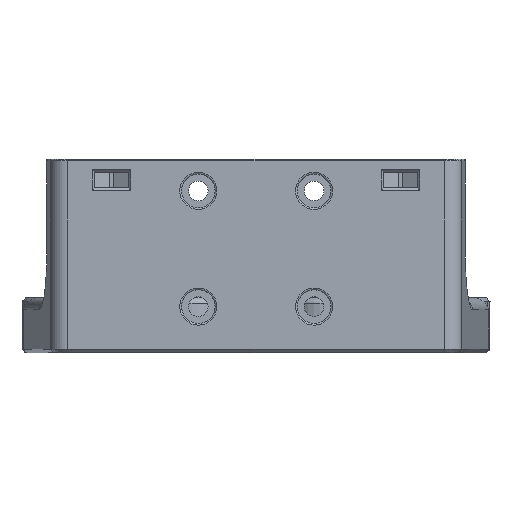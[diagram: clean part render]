
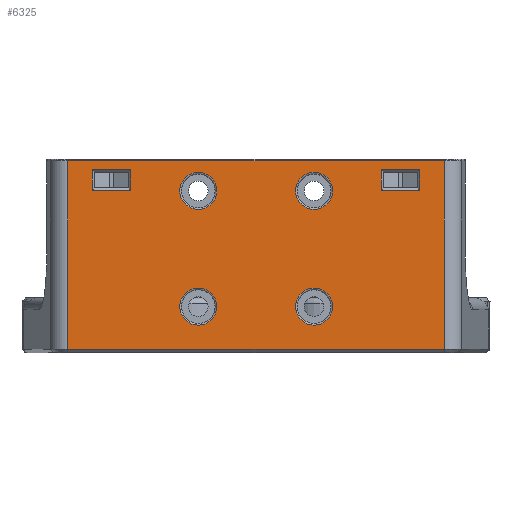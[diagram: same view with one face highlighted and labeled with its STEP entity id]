
A CAD part, front view. The second image highlights one B-rep face of the part: STEP entity #6325.
In plain terms, the highlighted planar face has unit normal (0, -1, 0).
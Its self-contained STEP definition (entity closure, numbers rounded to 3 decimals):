
#162=FACE_BOUND('',#930,.T.);
#163=FACE_BOUND('',#931,.T.);
#164=FACE_BOUND('',#932,.T.);
#165=FACE_BOUND('',#933,.T.);
#166=FACE_BOUND('',#934,.T.);
#167=FACE_BOUND('',#935,.T.);
#286=PLANE('',#6704);
#541=FACE_OUTER_BOUND('',#929,.T.);
#929=EDGE_LOOP('',(#5260,#5261,#5262,#5263));
#930=EDGE_LOOP('',(#5264,#5265,#5266,#5267));
#931=EDGE_LOOP('',(#5268));
#932=EDGE_LOOP('',(#5269));
#933=EDGE_LOOP('',(#5270));
#934=EDGE_LOOP('',(#5271));
#935=EDGE_LOOP('',(#5272,#5273,#5274,#5275));
#1141=CIRCLE('',#6705,3.2);
#1142=CIRCLE('',#6706,3.2);
#1143=CIRCLE('',#6707,3.2);
#1144=CIRCLE('',#6708,3.2);
#1934=LINE('',#13022,#2418);
#1937=LINE('',#13028,#2421);
#1940=LINE('',#13032,#2424);
#1941=LINE('',#13034,#2425);
#1942=LINE('',#13038,#2426);
#1943=LINE('',#13040,#2427);
#1944=LINE('',#13042,#2428);
#1945=LINE('',#13043,#2429);
#1946=LINE('',#13046,#2430);
#1947=LINE('',#13048,#2431);
#1948=LINE('',#13050,#2432);
#1949=LINE('',#13051,#2433);
#2418=VECTOR('',#7759,10.);
#2421=VECTOR('',#7764,10.);
#2424=VECTOR('',#7769,10.);
#2425=VECTOR('',#7772,10.);
#2426=VECTOR('',#7775,10.);
#2427=VECTOR('',#7776,10.);
#2428=VECTOR('',#7777,10.);
#2429=VECTOR('',#7778,10.);
#2430=VECTOR('',#7779,10.);
#2431=VECTOR('',#7780,10.);
#2432=VECTOR('',#7781,10.);
#2433=VECTOR('',#7782,10.);
#3010=VERTEX_POINT('',#13020);
#3011=VERTEX_POINT('',#13021);
#3012=VERTEX_POINT('',#13026);
#3013=VERTEX_POINT('',#13027);
#3014=VERTEX_POINT('',#13036);
#3015=VERTEX_POINT('',#13037);
#3016=VERTEX_POINT('',#13039);
#3017=VERTEX_POINT('',#13041);
#3018=VERTEX_POINT('',#13044);
#3019=VERTEX_POINT('',#13045);
#3020=VERTEX_POINT('',#13047);
#3021=VERTEX_POINT('',#13049);
#3022=VERTEX_POINT('',#13052);
#3023=VERTEX_POINT('',#13054);
#3024=VERTEX_POINT('',#13056);
#3025=VERTEX_POINT('',#13058);
#3825=EDGE_CURVE('',#3010,#3011,#1934,.T.);
#3828=EDGE_CURVE('',#3012,#3013,#1937,.T.);
#3831=EDGE_CURVE('',#3013,#3010,#1940,.T.);
#3832=EDGE_CURVE('',#3011,#3012,#1941,.T.);
#3833=EDGE_CURVE('',#3014,#3015,#1942,.T.);
#3834=EDGE_CURVE('',#3016,#3014,#1943,.T.);
#3835=EDGE_CURVE('',#3017,#3016,#1944,.T.);
#3836=EDGE_CURVE('',#3015,#3017,#1945,.T.);
#3837=EDGE_CURVE('',#3018,#3019,#1946,.T.);
#3838=EDGE_CURVE('',#3020,#3018,#1947,.T.);
#3839=EDGE_CURVE('',#3021,#3020,#1948,.T.);
#3840=EDGE_CURVE('',#3019,#3021,#1949,.T.);
#3841=EDGE_CURVE('',#3022,#3022,#1141,.T.);
#3842=EDGE_CURVE('',#3023,#3023,#1142,.T.);
#3843=EDGE_CURVE('',#3024,#3024,#1143,.T.);
#3844=EDGE_CURVE('',#3025,#3025,#1144,.T.);
#5260=ORIENTED_EDGE('',*,*,#3833,.F.);
#5261=ORIENTED_EDGE('',*,*,#3834,.F.);
#5262=ORIENTED_EDGE('',*,*,#3835,.F.);
#5263=ORIENTED_EDGE('',*,*,#3836,.F.);
#5264=ORIENTED_EDGE('',*,*,#3837,.F.);
#5265=ORIENTED_EDGE('',*,*,#3838,.F.);
#5266=ORIENTED_EDGE('',*,*,#3839,.F.);
#5267=ORIENTED_EDGE('',*,*,#3840,.F.);
#5268=ORIENTED_EDGE('',*,*,#3841,.F.);
#5269=ORIENTED_EDGE('',*,*,#3842,.F.);
#5270=ORIENTED_EDGE('',*,*,#3843,.F.);
#5271=ORIENTED_EDGE('',*,*,#3844,.F.);
#5272=ORIENTED_EDGE('',*,*,#3828,.F.);
#5273=ORIENTED_EDGE('',*,*,#3832,.F.);
#5274=ORIENTED_EDGE('',*,*,#3825,.F.);
#5275=ORIENTED_EDGE('',*,*,#3831,.F.);
#6325=ADVANCED_FACE('',(#541,#162,#163,#164,#165,#166,#167),#286,.T.);
#6704=AXIS2_PLACEMENT_3D('',#13035,#7773,#7774);
#6705=AXIS2_PLACEMENT_3D('',#13053,#7783,#7784);
#6706=AXIS2_PLACEMENT_3D('',#13055,#7785,#7786);
#6707=AXIS2_PLACEMENT_3D('',#13057,#7787,#7788);
#6708=AXIS2_PLACEMENT_3D('',#13059,#7789,#7790);
#7759=DIRECTION('',(0.,0.,-1.));
#7764=DIRECTION('',(0.,0.,1.));
#7769=DIRECTION('',(-1.,0.,0.));
#7772=DIRECTION('',(1.,0.,0.));
#7773=DIRECTION('center_axis',(0.,-1.,0.));
#7774=DIRECTION('ref_axis',(1.,0.,0.));
#7775=DIRECTION('',(-1.,0.,0.));
#7776=DIRECTION('',(0.,0.,-1.));
#7777=DIRECTION('',(1.,0.,0.));
#7778=DIRECTION('',(0.,0.,1.));
#7779=DIRECTION('',(-1.,0.,0.));
#7780=DIRECTION('',(0.,0.,1.));
#7781=DIRECTION('',(1.,0.,0.));
#7782=DIRECTION('',(0.,0.,-1.));
#7783=DIRECTION('center_axis',(0.,-1.,0.));
#7784=DIRECTION('ref_axis',(1.,0.,0.));
#7785=DIRECTION('center_axis',(0.,-1.,0.));
#7786=DIRECTION('ref_axis',(1.,0.,0.));
#7787=DIRECTION('center_axis',(0.,-1.,0.));
#7788=DIRECTION('ref_axis',(1.,0.,0.));
#7789=DIRECTION('center_axis',(0.,-1.,0.));
#7790=DIRECTION('ref_axis',(1.,0.,0.));
#13020=CARTESIAN_POINT('',(-28.325,-65.2,31.636));
#13021=CARTESIAN_POINT('',(-28.325,-65.2,28.086));
#13022=CARTESIAN_POINT('',(-28.325,-65.2,14.236));
#13026=CARTESIAN_POINT('',(-21.675,-65.2,28.086));
#13027=CARTESIAN_POINT('',(-21.675,-65.2,31.636));
#13028=CARTESIAN_POINT('',(-21.675,-65.2,15.611));
#13032=CARTESIAN_POINT('',(-34.063,-65.2,31.636));
#13034=CARTESIAN_POINT('',(-31.138,-65.2,28.086));
#13035=CARTESIAN_POINT('Origin',(-40.2,-65.2,-0.014));
#13036=CARTESIAN_POINT('',(32.547,-65.2,0.586));
#13037=CARTESIAN_POINT('',(-32.547,-65.2,0.586));
#13038=CARTESIAN_POINT('',(-20.1,-65.2,0.586));
#13039=CARTESIAN_POINT('',(32.547,-65.2,33.186));
#13040=CARTESIAN_POINT('',(32.547,-65.2,4.736));
#13041=CARTESIAN_POINT('',(-32.547,-65.2,33.186));
#13042=CARTESIAN_POINT('',(-20.1,-65.2,33.186));
#13043=CARTESIAN_POINT('',(-32.547,-65.2,4.736));
#13044=CARTESIAN_POINT('',(28.325,-65.2,31.636));
#13045=CARTESIAN_POINT('',(21.675,-65.2,31.636));
#13046=CARTESIAN_POINT('',(-9.063,-65.2,31.636));
#13047=CARTESIAN_POINT('',(28.325,-65.2,28.086));
#13048=CARTESIAN_POINT('',(28.325,-65.2,15.611));
#13049=CARTESIAN_POINT('',(21.675,-65.2,28.086));
#13050=CARTESIAN_POINT('',(-6.138,-65.2,28.086));
#13051=CARTESIAN_POINT('',(21.675,-65.2,14.236));
#13052=CARTESIAN_POINT('',(-9.968,-65.2,4.786));
#13053=CARTESIAN_POINT('Origin',(-9.968,-65.2,7.986));
#13054=CARTESIAN_POINT('',(10.032,-65.2,24.786));
#13055=CARTESIAN_POINT('Origin',(10.032,-65.2,27.986));
#13056=CARTESIAN_POINT('',(-9.968,-65.2,24.786));
#13057=CARTESIAN_POINT('Origin',(-9.968,-65.2,27.986));
#13058=CARTESIAN_POINT('',(10.032,-65.2,4.786));
#13059=CARTESIAN_POINT('Origin',(10.032,-65.2,7.986));
